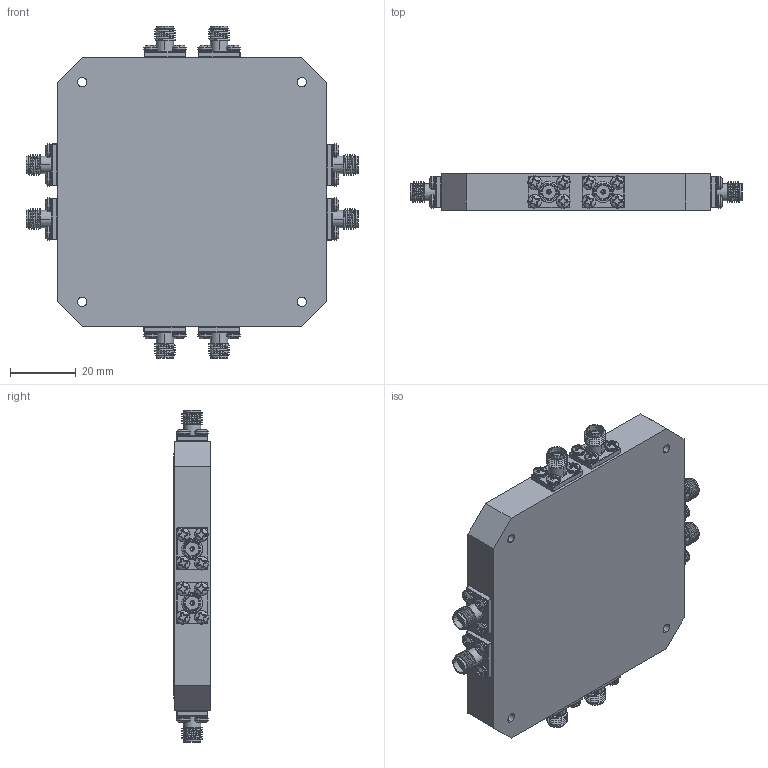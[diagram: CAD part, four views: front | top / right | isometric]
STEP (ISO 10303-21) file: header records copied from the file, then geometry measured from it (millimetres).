
FILE_DESCRIPTION (( 'STEP AP214' ), '1' );
FILE_NAME ('PMC-33D5-6D8-SFF.STEP', '2025-10-13T12:12:55', ( '' ), ( '' ), 'SwSTEP 2.0', 'SolidWorks 2024', '' );
FILE_SCHEMA (( 'AUTOMOTIVE_DESIGN' ));
Length unit declared in the file: millimetre
Products named in the file (1): PMC-33D5-6D8-SFF
Bounding box: 101.05 x 11.13 x 101.05 mm (x, y, z)
Volume: 76870.4 mm3; surface area: 35607.9 mm2
Topology: 74 solids, 74 shells, 3023 faces, 8678 edges, 5998 vertices
Faces by surface type: plane 1063, cylinder 1032, torus 528, cone 256, sphere 128, bspline 16
Entity records: 131008 total; most frequent: CARTESIAN_POINT 35297, ORIENTED_EDGE 17164, DIRECTION 16096, EDGE_CURVE 8582, AXIS2_PLACEMENT_3D 6382, VERTEX_POINT 5998, EDGE_LOOP 3386, CIRCLE 3374
